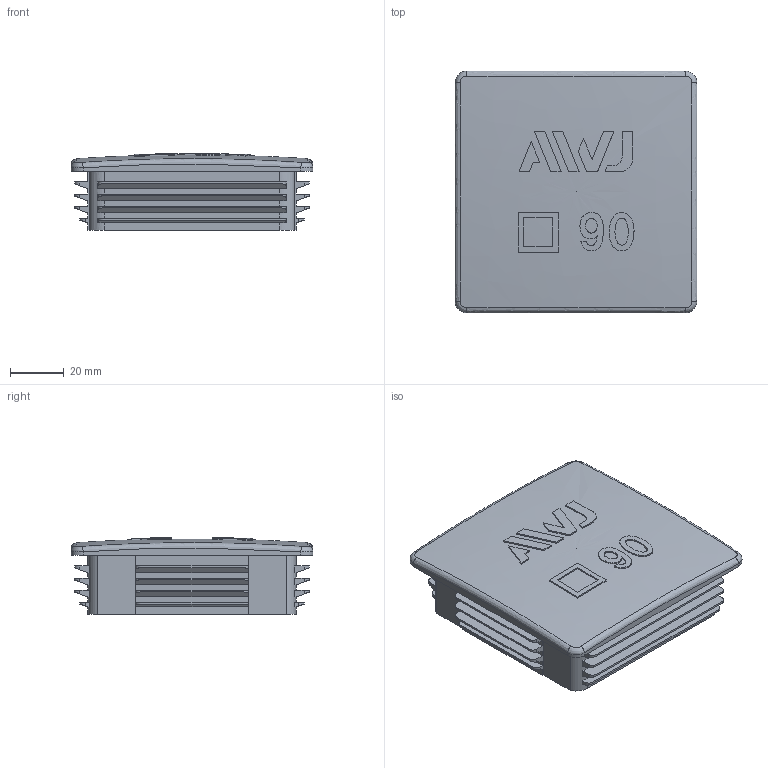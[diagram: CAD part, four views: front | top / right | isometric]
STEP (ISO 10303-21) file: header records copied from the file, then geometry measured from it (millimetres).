
FILE_DESCRIPTION( ( 'STEP AP203' ), '1' );
FILE_NAME( '90.step', '2022-07-25T06:53:13', ( ' ' ), ( ' ' ), 'XStep 1.0', ' ', ' ' );
FILE_SCHEMA( ( 'CONFIG_CONTROL_DESIGN' ) );
Length unit declared in the file: millimetre
Products named in the file (1): 1
Bounding box: 90 x 90 x 28.51 mm (x, y, z)
Volume: 56158.4 mm3; surface area: 37463 mm2
Topology: 1 solids, 1 shells, 242 faces, 651 edges, 420 vertices
Faces by surface type: plane 157, cylinder 46, bspline 29, extrusion 6, cone 4
Entity records: 11253 total; most frequent: CARTESIAN_POINT 5448, ORIENTED_EDGE 1276, DIRECTION 1074, EDGE_CURVE 638, VERTEX_POINT 416, VECTOR 394, LINE 388, AXIS2_PLACEMENT_3D 340
